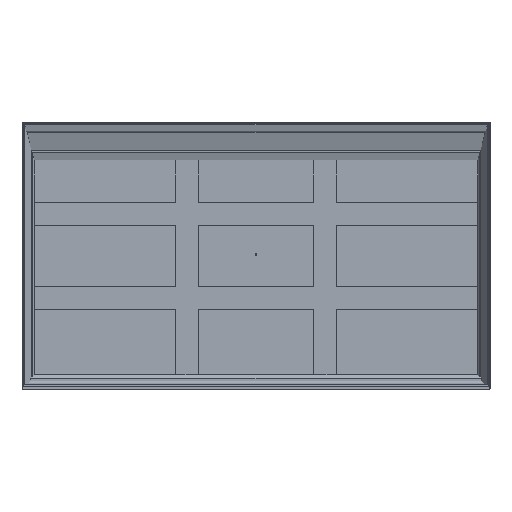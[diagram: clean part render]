
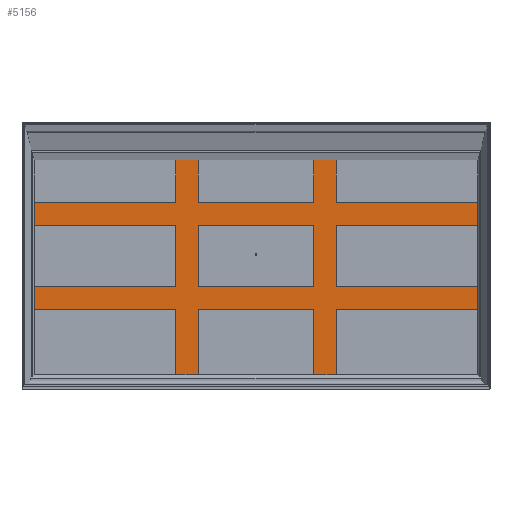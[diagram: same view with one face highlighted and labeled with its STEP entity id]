
A CAD part, top view. The second image highlights one B-rep face of the part: STEP entity #5156.
In plain terms, the highlighted planar face has unit normal (0, 0, 1).
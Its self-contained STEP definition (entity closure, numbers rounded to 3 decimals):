
#1756=DIRECTION('',(0.,-1.,0.));
#1757=VECTOR('',#1756,111.117);
#1758=CARTESIAN_POINT('',(209.5,247.564,-46.7));
#1759=LINE('',#1758,#1757);
#1760=DIRECTION('',(1.,0.,0.));
#1761=VECTOR('',#1760,369.528);
#1762=CARTESIAN_POINT('',(209.5,136.447,-46.7));
#1763=LINE('',#1762,#1761);
#1764=DIRECTION('',(0.,-1.,0.));
#1765=VECTOR('',#1764,59.);
#1766=CARTESIAN_POINT('',(579.028,136.447,-46.7));
#1767=LINE('',#1766,#1765);
#1768=DIRECTION('',(-1.,0.,0.));
#1769=VECTOR('',#1768,369.528);
#1770=CARTESIAN_POINT('',(579.028,77.447,-46.7));
#1771=LINE('',#1770,#1769);
#1772=DIRECTION('',(0.,-1.,0.));
#1773=VECTOR('',#1772,161.);
#1774=CARTESIAN_POINT('',(209.5,77.447,-46.7));
#1775=LINE('',#1774,#1773);
#1776=DIRECTION('',(1.,0.,0.));
#1777=VECTOR('',#1776,369.528);
#1778=CARTESIAN_POINT('',(209.5,-83.553,-46.7));
#1779=LINE('',#1778,#1777);
#1780=DIRECTION('',(0.,-1.,0.));
#1781=VECTOR('',#1780,59.);
#1782=CARTESIAN_POINT('',(579.028,-83.553,-46.7));
#1783=LINE('',#1782,#1781);
#1784=DIRECTION('',(-1.,0.,0.));
#1785=VECTOR('',#1784,369.528);
#1786=CARTESIAN_POINT('',(579.028,-142.553,-46.7));
#1787=LINE('',#1786,#1785);
#1788=DIRECTION('',(0.,-1.,0.));
#1789=VECTOR('',#1788,171.117);
#1790=CARTESIAN_POINT('',(209.5,-142.553,-46.7));
#1791=LINE('',#1790,#1789);
#1792=DIRECTION('',(-1.,0.,0.));
#1793=VECTOR('',#1792,59.);
#1794=CARTESIAN_POINT('',(209.5,-313.67,-46.7));
#1795=LINE('',#1794,#1793);
#1796=DIRECTION('',(0.,1.,0.));
#1797=VECTOR('',#1796,171.117);
#1798=CARTESIAN_POINT('',(150.5,-313.67,-46.7));
#1799=LINE('',#1798,#1797);
#1800=DIRECTION('',(-1.,0.,0.));
#1801=VECTOR('',#1800,301.);
#1802=CARTESIAN_POINT('',(150.5,-142.553,-46.7));
#1803=LINE('',#1802,#1801);
#1804=DIRECTION('',(0.,-1.,0.));
#1805=VECTOR('',#1804,171.117);
#1806=CARTESIAN_POINT('',(-150.5,-142.553,-46.7));
#1807=LINE('',#1806,#1805);
#1808=DIRECTION('',(-1.,0.,0.));
#1809=VECTOR('',#1808,59.);
#1810=CARTESIAN_POINT('',(-150.5,-313.67,-46.7));
#1811=LINE('',#1810,#1809);
#1812=DIRECTION('',(0.,1.,0.));
#1813=VECTOR('',#1812,171.117);
#1814=CARTESIAN_POINT('',(-209.5,-313.67,-46.7));
#1815=LINE('',#1814,#1813);
#1816=DIRECTION('',(-1.,0.,0.));
#1817=VECTOR('',#1816,369.528);
#1818=CARTESIAN_POINT('',(-209.5,-142.553,-46.7));
#1819=LINE('',#1818,#1817);
#1820=DIRECTION('',(0.,1.,0.));
#1821=VECTOR('',#1820,59.);
#1822=CARTESIAN_POINT('',(-579.028,-142.553,-46.7));
#1823=LINE('',#1822,#1821);
#1824=DIRECTION('',(1.,0.,0.));
#1825=VECTOR('',#1824,369.528);
#1826=CARTESIAN_POINT('',(-579.028,-83.553,-46.7));
#1827=LINE('',#1826,#1825);
#1828=DIRECTION('',(0.,1.,0.));
#1829=VECTOR('',#1828,161.);
#1830=CARTESIAN_POINT('',(-209.5,-83.553,-46.7));
#1831=LINE('',#1830,#1829);
#1832=DIRECTION('',(-1.,0.,0.));
#1833=VECTOR('',#1832,369.528);
#1834=CARTESIAN_POINT('',(-209.5,77.447,-46.7));
#1835=LINE('',#1834,#1833);
#1836=DIRECTION('',(0.,1.,0.));
#1837=VECTOR('',#1836,59.);
#1838=CARTESIAN_POINT('',(-579.028,77.447,-46.7));
#1839=LINE('',#1838,#1837);
#1840=DIRECTION('',(1.,0.,0.));
#1841=VECTOR('',#1840,369.528);
#1842=CARTESIAN_POINT('',(-579.028,136.447,-46.7));
#1843=LINE('',#1842,#1841);
#1844=DIRECTION('',(0.,1.,0.));
#1845=VECTOR('',#1844,111.117);
#1846=CARTESIAN_POINT('',(-209.5,136.447,-46.7));
#1847=LINE('',#1846,#1845);
#1848=DIRECTION('',(1.,0.,0.));
#1849=VECTOR('',#1848,59.);
#1850=CARTESIAN_POINT('',(-209.5,247.564,-46.7));
#1851=LINE('',#1850,#1849);
#1852=DIRECTION('',(0.,-1.,0.));
#1853=VECTOR('',#1852,111.117);
#1854=CARTESIAN_POINT('',(-150.5,247.564,-46.7));
#1855=LINE('',#1854,#1853);
#1856=DIRECTION('',(1.,0.,0.));
#1857=VECTOR('',#1856,301.);
#1858=CARTESIAN_POINT('',(-150.5,136.447,-46.7));
#1859=LINE('',#1858,#1857);
#1860=DIRECTION('',(0.,1.,0.));
#1861=VECTOR('',#1860,111.117);
#1862=CARTESIAN_POINT('',(150.5,136.447,-46.7));
#1863=LINE('',#1862,#1861);
#1864=DIRECTION('',(1.,0.,0.));
#1865=VECTOR('',#1864,59.);
#1866=CARTESIAN_POINT('',(150.5,247.564,-46.7));
#1867=LINE('',#1866,#1865);
#1868=DIRECTION('',(-1.,0.,0.));
#1869=VECTOR('',#1868,301.);
#1870=CARTESIAN_POINT('',(150.5,77.447,-46.7));
#1871=LINE('',#1870,#1869);
#1872=DIRECTION('',(0.,-1.,0.));
#1873=VECTOR('',#1872,161.);
#1874=CARTESIAN_POINT('',(-150.5,77.447,-46.7));
#1875=LINE('',#1874,#1873);
#1876=DIRECTION('',(1.,0.,0.));
#1877=VECTOR('',#1876,301.);
#1878=CARTESIAN_POINT('',(-150.5,-83.553,-46.7));
#1879=LINE('',#1878,#1877);
#1880=DIRECTION('',(0.,1.,0.));
#1881=VECTOR('',#1880,161.);
#1882=CARTESIAN_POINT('',(150.5,-83.553,-46.7));
#1883=LINE('',#1882,#1881);
#2424=CARTESIAN_POINT('',(209.5,247.564,-46.7));
#2425=CARTESIAN_POINT('',(209.5,136.447,-46.7));
#2426=VERTEX_POINT('',#2424);
#2427=VERTEX_POINT('',#2425);
#2428=CARTESIAN_POINT('',(579.028,136.447,-46.7));
#2429=VERTEX_POINT('',#2428);
#2430=CARTESIAN_POINT('',(579.028,77.447,-46.7));
#2431=VERTEX_POINT('',#2430);
#2432=CARTESIAN_POINT('',(209.5,77.447,-46.7));
#2433=VERTEX_POINT('',#2432);
#2434=CARTESIAN_POINT('',(209.5,-83.553,-46.7));
#2435=VERTEX_POINT('',#2434);
#2436=CARTESIAN_POINT('',(579.028,-83.553,-46.7));
#2437=VERTEX_POINT('',#2436);
#2438=CARTESIAN_POINT('',(579.028,-142.553,-46.7));
#2439=VERTEX_POINT('',#2438);
#2440=CARTESIAN_POINT('',(209.5,-142.553,-46.7));
#2441=VERTEX_POINT('',#2440);
#2442=CARTESIAN_POINT('',(209.5,-313.67,-46.7));
#2443=VERTEX_POINT('',#2442);
#2444=CARTESIAN_POINT('',(150.5,-313.67,-46.7));
#2445=VERTEX_POINT('',#2444);
#2446=CARTESIAN_POINT('',(150.5,-142.553,-46.7));
#2447=VERTEX_POINT('',#2446);
#2448=CARTESIAN_POINT('',(-150.5,-142.553,-46.7));
#2449=VERTEX_POINT('',#2448);
#2450=CARTESIAN_POINT('',(-150.5,-313.67,-46.7));
#2451=VERTEX_POINT('',#2450);
#2452=CARTESIAN_POINT('',(-209.5,-313.67,-46.7));
#2453=VERTEX_POINT('',#2452);
#2454=CARTESIAN_POINT('',(-209.5,-142.553,-46.7));
#2455=VERTEX_POINT('',#2454);
#2456=CARTESIAN_POINT('',(-579.028,-142.553,-46.7));
#2457=VERTEX_POINT('',#2456);
#2458=CARTESIAN_POINT('',(-579.028,-83.553,-46.7));
#2459=VERTEX_POINT('',#2458);
#2460=CARTESIAN_POINT('',(-209.5,-83.553,-46.7));
#2461=VERTEX_POINT('',#2460);
#2462=CARTESIAN_POINT('',(-209.5,77.447,-46.7));
#2463=VERTEX_POINT('',#2462);
#2464=CARTESIAN_POINT('',(-579.028,77.447,-46.7));
#2465=VERTEX_POINT('',#2464);
#2466=CARTESIAN_POINT('',(-579.028,136.447,-46.7));
#2467=VERTEX_POINT('',#2466);
#2468=CARTESIAN_POINT('',(-209.5,136.447,-46.7));
#2469=VERTEX_POINT('',#2468);
#2470=CARTESIAN_POINT('',(-209.5,247.564,-46.7));
#2471=VERTEX_POINT('',#2470);
#2472=CARTESIAN_POINT('',(-150.5,247.564,-46.7));
#2473=VERTEX_POINT('',#2472);
#2474=CARTESIAN_POINT('',(-150.5,136.447,-46.7));
#2475=VERTEX_POINT('',#2474);
#2476=CARTESIAN_POINT('',(150.5,136.447,-46.7));
#2477=VERTEX_POINT('',#2476);
#2478=CARTESIAN_POINT('',(150.5,247.564,-46.7));
#2479=VERTEX_POINT('',#2478);
#2480=CARTESIAN_POINT('',(150.5,77.447,-46.7));
#2481=CARTESIAN_POINT('',(-150.5,77.447,-46.7));
#2482=VERTEX_POINT('',#2480);
#2483=VERTEX_POINT('',#2481);
#2484=CARTESIAN_POINT('',(-150.5,-83.553,-46.7));
#2485=VERTEX_POINT('',#2484);
#2486=CARTESIAN_POINT('',(150.5,-83.553,-46.7));
#2487=VERTEX_POINT('',#2486);
#5099=CARTESIAN_POINT('',(0.,-353.,-46.7));
#5100=DIRECTION('',(0.,0.,-1.));
#5101=DIRECTION('',(-1.,0.,0.));
#5102=AXIS2_PLACEMENT_3D('',#5099,#5100,#5101);
#5103=PLANE('',#5102);
#5104=ORIENTED_EDGE('',*,*,#5005,.T.);
#5105=ORIENTED_EDGE('',*,*,#5022,.T.);
#5106=ORIENTED_EDGE('',*,*,#5036,.T.);
#5107=ORIENTED_EDGE('',*,*,#5050,.T.);
#5108=ORIENTED_EDGE('',*,*,#5065,.T.);
#5109=ORIENTED_EDGE('',*,*,#5080,.T.);
#5110=ORIENTED_EDGE('',*,*,#5093,.T.);
#5111=ORIENTED_EDGE('',*,*,#4083,.T.);
#5112=ORIENTED_EDGE('',*,*,#4100,.T.);
#5113=ORIENTED_EDGE('',*,*,#4114,.T.);
#5114=ORIENTED_EDGE('',*,*,#4128,.T.);
#5115=ORIENTED_EDGE('',*,*,#4143,.T.);
#5116=ORIENTED_EDGE('',*,*,#4158,.T.);
#5117=ORIENTED_EDGE('',*,*,#4172,.T.);
#5118=ORIENTED_EDGE('',*,*,#4186,.T.);
#5119=ORIENTED_EDGE('',*,*,#4203,.T.);
#5121=ORIENTED_EDGE('',*,*,#5120,.T.);
#5123=ORIENTED_EDGE('',*,*,#5122,.T.);
#5125=ORIENTED_EDGE('',*,*,#5124,.T.);
#5127=ORIENTED_EDGE('',*,*,#5126,.T.);
#5129=ORIENTED_EDGE('',*,*,#5128,.T.);
#5131=ORIENTED_EDGE('',*,*,#5130,.T.);
#5133=ORIENTED_EDGE('',*,*,#5132,.T.);
#5135=ORIENTED_EDGE('',*,*,#5134,.T.);
#5137=ORIENTED_EDGE('',*,*,#5136,.T.);
#5139=ORIENTED_EDGE('',*,*,#5138,.T.);
#5141=ORIENTED_EDGE('',*,*,#5140,.T.);
#5143=ORIENTED_EDGE('',*,*,#5142,.T.);
#5144=EDGE_LOOP('',(#5104,#5105,#5106,#5107,#5108,#5109,#5110,#5111,#5112,#5113,
#5114,#5115,#5116,#5117,#5118,#5119,#5121,#5123,#5125,#5127,#5129,#5131,#5133,
#5135,#5137,#5139,#5141,#5143));
#5145=FACE_OUTER_BOUND('',#5144,.F.);
#5147=ORIENTED_EDGE('',*,*,#5146,.T.);
#5149=ORIENTED_EDGE('',*,*,#5148,.T.);
#5151=ORIENTED_EDGE('',*,*,#5150,.T.);
#5153=ORIENTED_EDGE('',*,*,#5152,.T.);
#5154=EDGE_LOOP('',(#5147,#5149,#5151,#5153));
#5155=FACE_BOUND('',#5154,.F.);
#5156=ADVANCED_FACE('',(#5145,#5155),#5103,.F.);
#4083=EDGE_CURVE('',#2439,#2441,#1787,.T.);
#4100=EDGE_CURVE('',#2441,#2443,#1791,.T.);
#4114=EDGE_CURVE('',#2443,#2445,#1795,.T.);
#4128=EDGE_CURVE('',#2445,#2447,#1799,.T.);
#4143=EDGE_CURVE('',#2447,#2449,#1803,.T.);
#4158=EDGE_CURVE('',#2449,#2451,#1807,.T.);
#4172=EDGE_CURVE('',#2451,#2453,#1811,.T.);
#4186=EDGE_CURVE('',#2453,#2455,#1815,.T.);
#4203=EDGE_CURVE('',#2455,#2457,#1819,.T.);
#5005=EDGE_CURVE('',#2426,#2427,#1759,.T.);
#5022=EDGE_CURVE('',#2427,#2429,#1763,.T.);
#5036=EDGE_CURVE('',#2429,#2431,#1767,.T.);
#5050=EDGE_CURVE('',#2431,#2433,#1771,.T.);
#5065=EDGE_CURVE('',#2433,#2435,#1775,.T.);
#5080=EDGE_CURVE('',#2435,#2437,#1779,.T.);
#5093=EDGE_CURVE('',#2437,#2439,#1783,.T.);
#5120=EDGE_CURVE('',#2457,#2459,#1823,.T.);
#5122=EDGE_CURVE('',#2459,#2461,#1827,.T.);
#5124=EDGE_CURVE('',#2461,#2463,#1831,.T.);
#5126=EDGE_CURVE('',#2463,#2465,#1835,.T.);
#5128=EDGE_CURVE('',#2465,#2467,#1839,.T.);
#5130=EDGE_CURVE('',#2467,#2469,#1843,.T.);
#5132=EDGE_CURVE('',#2469,#2471,#1847,.T.);
#5134=EDGE_CURVE('',#2471,#2473,#1851,.T.);
#5136=EDGE_CURVE('',#2473,#2475,#1855,.T.);
#5138=EDGE_CURVE('',#2475,#2477,#1859,.T.);
#5140=EDGE_CURVE('',#2477,#2479,#1863,.T.);
#5142=EDGE_CURVE('',#2479,#2426,#1867,.T.);
#5146=EDGE_CURVE('',#2482,#2483,#1871,.T.);
#5148=EDGE_CURVE('',#2483,#2485,#1875,.T.);
#5150=EDGE_CURVE('',#2485,#2487,#1879,.T.);
#5152=EDGE_CURVE('',#2487,#2482,#1883,.T.);
